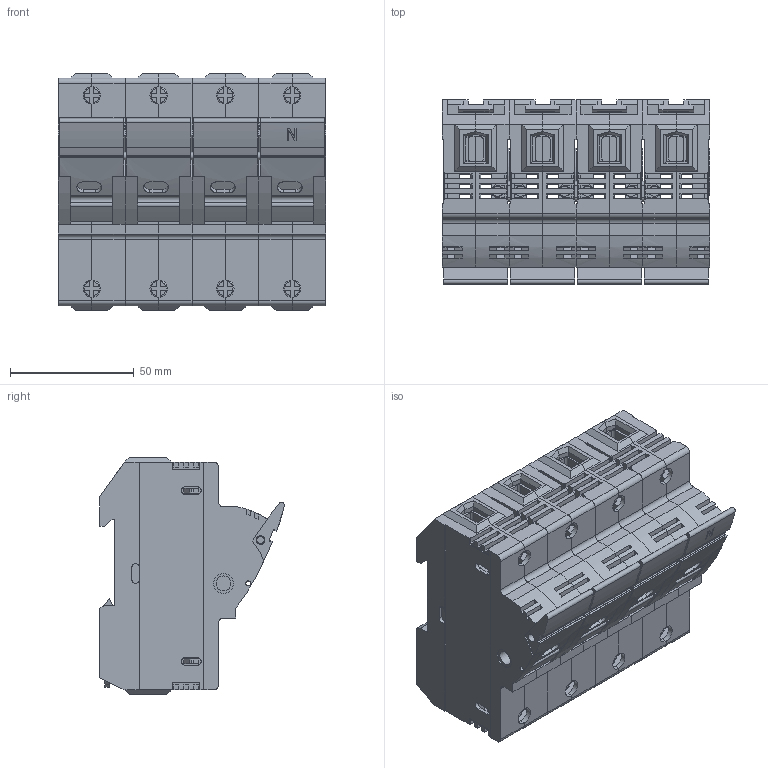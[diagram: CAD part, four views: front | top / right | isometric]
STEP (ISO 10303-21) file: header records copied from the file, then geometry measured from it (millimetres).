
FILE_DESCRIPTION((''),'2;1');
FILE_NAME('31119000.stp','2013-12-04T10:40:31',('AloisWeiner'),(''),'Autodesk Inventor 2013','Autodesk Inventor 2013','');
FILE_SCHEMA(('AUTOMOTIVE_DESIGN { 1 0 10303 214 1 1 1 1 }'));
Length unit declared in the file: millimetre
Products named in the file (11): 31119000; 31115000; 79604000; 79605000; 30104000; 79606000; 79613000; 30283000; 79606000N; 79614000; 82035000
Assembly tree (26 placements, depth 3):
  31119000
    31115000  x3
      79604000
      79605000
      30104000
      79606000
      79613000
    30283000
      79604000
      79605000
      30104000  x2
      79606000N
      79613000
    79614000  x9
    82035000
Bounding box: 108 x 74.58 x 96 mm (x, y, z)
Volume: 228943.3 mm3; surface area: 182832 mm2
Topology: 34 solids, 34 shells, 2404 faces, 7079 edges, 4626 vertices
Faces by surface type: plane 1919, cylinder 451, bspline 18, torus 16
Full cylindrical faces by diameter (mm): 2 x8, 3 x5, 3.5 x4, 4 x8, 6 x8, 8 x24, 16 x4, 19 x4
Entity records: 19426 total; most frequent: CARTESIAN_POINT 3522, ORIENTED_EDGE 3312, DIRECTION 3146, EDGE_CURVE 1656, VECTOR 1350, LINE 1350, VERTEX_POINT 1094, AXIS2_PLACEMENT_3D 898
